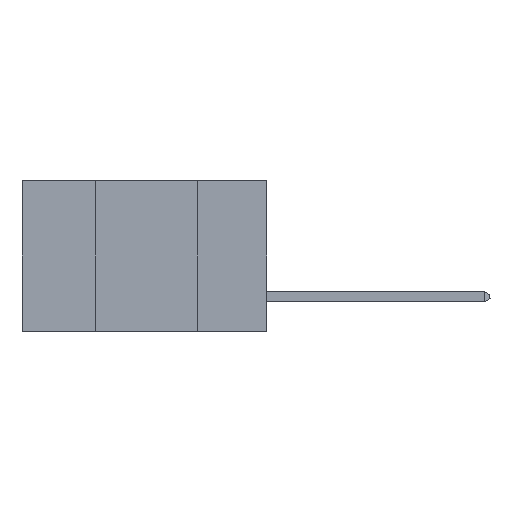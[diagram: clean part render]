
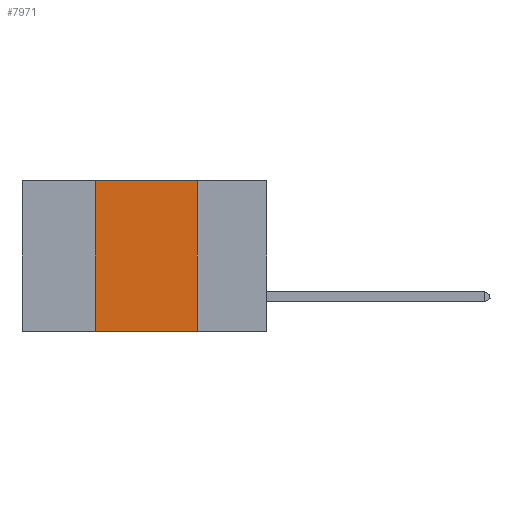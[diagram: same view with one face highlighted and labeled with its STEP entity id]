
A CAD part, left-side view. The second image highlights one B-rep face of the part: STEP entity #7971.
In plain terms, the highlighted planar face has unit normal (-1, 0, 0).
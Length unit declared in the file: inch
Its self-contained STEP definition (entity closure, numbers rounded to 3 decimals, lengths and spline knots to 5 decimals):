
#1177 = CARTESIAN_POINT ( 'NONE',  ( 0., 0.6, 0. ) ) ;
#1309 = EDGE_CURVE ( 'NONE', #17364, #14702, #17981, .T. ) ;
#1328 = CARTESIAN_POINT ( 'NONE',  ( 0., 0.17, 0. ) ) ;
#1485 = EDGE_CURVE ( 'NONE', #14702, #3244, #10012, .T. ) ;
#1729 = DIRECTION ( 'NONE',  ( 0., -1., 0. ) ) ;
#1809 = LINE ( 'NONE', #6797, #2836 ) ;
#1848 = CARTESIAN_POINT ( 'NONE',  ( 0., 0.42, 0. ) ) ;
#2275 = DIRECTION ( 'NONE',  ( 0., 0., -1. ) ) ;
#2673 = LINE ( 'NONE', #12841, #18601 ) ;
#2836 = VECTOR ( 'NONE', #2275, 39.37008 ) ;
#3244 = VERTEX_POINT ( 'NONE', #1328 ) ;
#3367 = VECTOR ( 'NONE', #12298, 39.37008 ) ;
#3927 = DIRECTION ( 'NONE',  ( 0., -1., 0. ) ) ;
#4162 = ORIENTED_EDGE ( 'NONE', *, *, #1485, .F. ) ;
#5539 = ORIENTED_EDGE ( 'NONE', *, *, #1309, .F. ) ;
#6758 = CARTESIAN_POINT ( 'NONE',  ( 0., 0.17, -0.37 ) ) ;
#6797 = CARTESIAN_POINT ( 'NONE',  ( 0., 0.17, 0. ) ) ;
#7971 = ADVANCED_FACE ( 'NONE', ( #15398 ), #25707, .F. ) ;
#10012 = LINE ( 'NONE', #23602, #26972 ) ;
#10165 = DIRECTION ( 'NONE',  ( 0., 0., -1. ) ) ;
#10512 = VERTEX_POINT ( 'NONE', #6758 ) ;
#11263 = AXIS2_PLACEMENT_3D ( 'NONE', #1177, #16830, #10165 ) ;
#11409 = ORIENTED_EDGE ( 'NONE', *, *, #28023, .F. ) ;
#12037 = CARTESIAN_POINT ( 'NONE',  ( 0., 0.42, -0.37 ) ) ;
#12298 = DIRECTION ( 'NONE',  ( 0., 0., 1. ) ) ;
#12841 = CARTESIAN_POINT ( 'NONE',  ( 0., 0.6, -0.37 ) ) ;
#14702 = VERTEX_POINT ( 'NONE', #1848 ) ;
#15398 = FACE_OUTER_BOUND ( 'NONE', #25462, .T. ) ;
#16747 = CARTESIAN_POINT ( 'NONE',  ( 0., 0.42, 0. ) ) ;
#16830 = DIRECTION ( 'NONE',  ( 1., 0., 0. ) ) ;
#17364 = VERTEX_POINT ( 'NONE', #12037 ) ;
#17981 = LINE ( 'NONE', #16747, #3367 ) ;
#18601 = VECTOR ( 'NONE', #1729, 39.37008 ) ;
#23602 = CARTESIAN_POINT ( 'NONE',  ( 0., 0.6, 0. ) ) ;
#25462 = EDGE_LOOP ( 'NONE', ( #11409, #4162, #5539, #28577 ) ) ;
#25467 = EDGE_CURVE ( 'NONE', #17364, #10512, #2673, .T. ) ;
#25707 = PLANE ( 'NONE',  #11263 ) ;
#26972 = VECTOR ( 'NONE', #3927, 39.37008 ) ;
#28023 = EDGE_CURVE ( 'NONE', #3244, #10512, #1809, .T. ) ;
#28577 = ORIENTED_EDGE ( 'NONE', *, *, #25467, .T. ) ;
